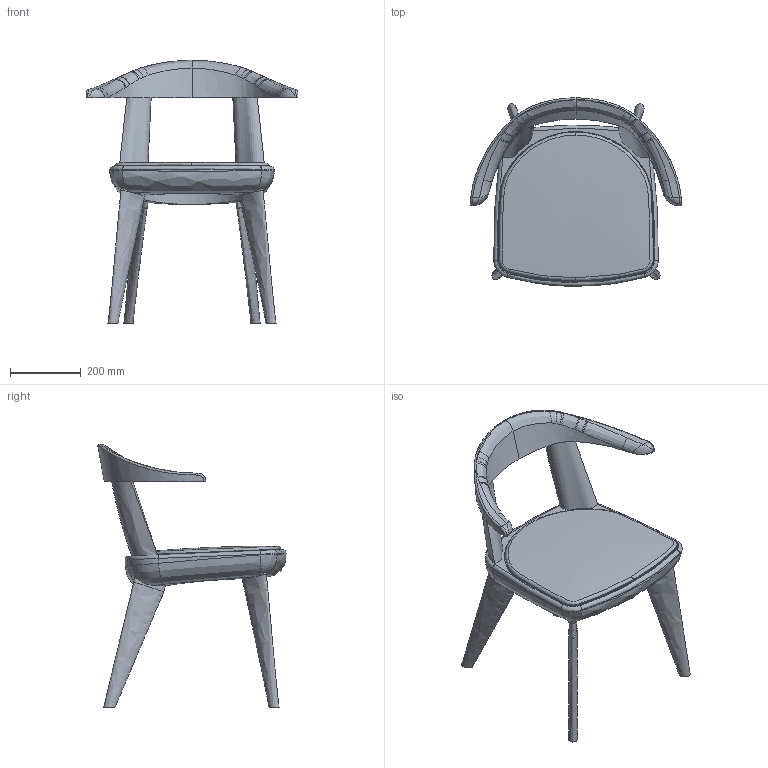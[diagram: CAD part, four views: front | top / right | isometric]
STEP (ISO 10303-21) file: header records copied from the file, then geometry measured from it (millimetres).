
FILE_DESCRIPTION(/* description */ (''),/* implementation_level */ '2;1');
FILE_NAME(/* name */ 'Brutus_CB-471_3D',/* time_stamp */ '2023-10-06T12:25:46+02:00',/* author */ (''),/* organization */ (''),/* preprocessor_version */ 'ST-DEVELOPER v16.5',/* originating_system */ 'Rhino 7.31',/* authorisation */ '');
FILE_SCHEMA (('AUTOMOTIVE_DESIGN'));
Length unit declared in the file: centimetre
Products named in the file (2): Document; Brutus_CB-471
Assembly tree (1 placements, depth 2):
  Document
    Brutus_CB-471
Bounding box: 599.07 x 532.57 x 745.59 mm (x, y, z)
Volume: 14343512.6 mm3; surface area: 1202447 mm2
Topology: 3 solids, 3 shells, 122 faces, 307 edges, 187 vertices
Faces by surface type: bspline 87, plane 18, cylinder 17
Entity records: 35353 total; most frequent: CARTESIAN_POINT 33516, ORIENTED_EDGE 610, EDGE_CURVE 305, VERTEX_POINT 187, B_SPLINE_CURVE_WITH_KNOTS 151, EDGE_LOOP 126, ADVANCED_FACE 122, FACE_OUTER_BOUND 122
